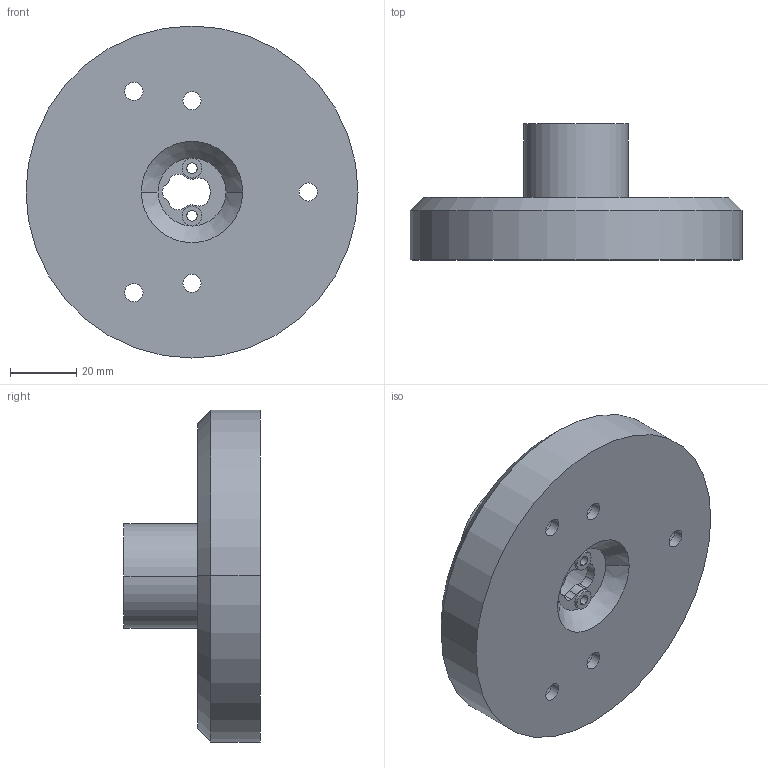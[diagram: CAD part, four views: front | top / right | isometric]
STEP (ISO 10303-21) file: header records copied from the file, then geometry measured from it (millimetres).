
FILE_DESCRIPTION (( 'STEP AP203' ), '1' );
FILE_NAME ('SZP-101.step', '2025-02-24T17:15:22', ( '' ), ( '' ), 'SwSTEP 2.0', 'SolidWorks 2024', '' );
FILE_SCHEMA (( 'CONFIG_CONTROL_DESIGN' ));
Length unit declared in the file: millimetre
Products named in the file (1): SZP-101
Bounding box: 100 x 41 x 100 mm (x, y, z)
Volume: 137740 mm3; surface area: 28482.9 mm2
Topology: 1 solids, 1 shells, 66 faces, 160 edges, 106 vertices
Faces by surface type: cylinder 50, plane 12, cone 4
Entity records: 2103 total; most frequent: DIRECTION 400, CARTESIAN_POINT 333, ORIENTED_EDGE 320, AXIS2_PLACEMENT_3D 173, EDGE_CURVE 160, VERTEX_POINT 106, CIRCLE 106, EDGE_LOOP 92
